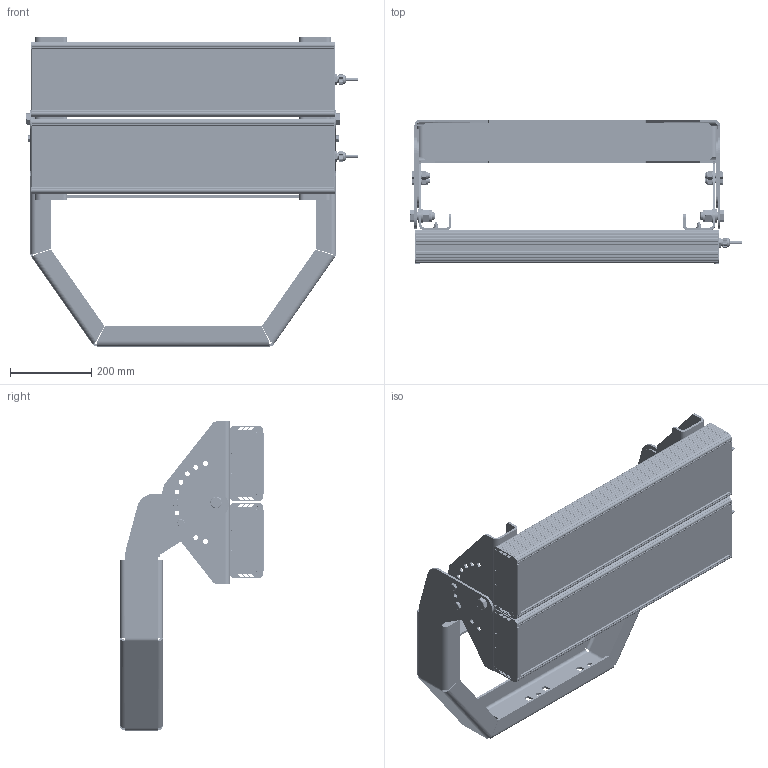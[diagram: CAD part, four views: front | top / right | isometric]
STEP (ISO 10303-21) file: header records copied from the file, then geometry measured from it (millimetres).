
FILE_DESCRIPTION(('STEP AP214'), '1');
FILE_NAME('001.0084.01.000 - ÃÑÓ Ýêñòðà Ì 300 (2õ150)', '', ('UNSPECIFIED'), ('UNSPECIFIED'), 'C3D Converter', 'C3D Toolkit', '');
FILE_SCHEMA(('AUTOMOTIVE_DESIGN { 1 0 10303 214 3 1 1}'));
Length unit declared in the file: millimetre
Products named in the file (54): 001.0084.01.000; 001.0054.04.000; 001.0054.04.001.х2; 001.0054.04.001.х2-01; 001.0054.01.100; 001.0054.01.101; 001.0054.01.102; 001.0054.01.103
Assembly tree (99 placements, depth 4):
  001.0084.01.000
    001.0054.04.000
      001.0054.04.001.х2
      001.0054.04.001.х2-01
      (unnamed)  x2
      (unnamed)  x2
      (unnamed)  x2
      (unnamed)  x2
      (unnamed)  x2
      (unnamed)  x2
      001.0054.01.100
        001.0054.01.101
        001.0054.01.102
        001.0054.01.102
        001.0054.01.103
      (unnamed)
      (unnamed)  x2
      (unnamed)
      (unnamed)
      (unnamed)
      (unnamed)
      (unnamed)
      (unnamed)
      (unnamed)
      (unnamed)
      (unnamed)
      (unnamed)
      (unnamed)  x2
      (unnamed)
      (unnamed)
      (unnamed)
      (unnamed)
      (unnamed)
    (unnamed)  x2
      (unnamed)
      (unnamed)
      (unnamed)
      (unnamed)
      (unnamed)
      (unnamed)
      (unnamed)
      (unnamed)
      (unnamed)
        (unnamed)
      (unnamed)
        (unnamed)
        (unnamed)  x13
        (unnamed)
        (unnamed)
        (unnamed)
        (unnamed)
        (unnamed)
        (unnamed)
        (unnamed)
Bounding box: 819.43 x 356.1 x 762.69 mm (x, y, z)
Volume: 7958517.5 mm3; surface area: 4736825 mm2
Topology: 1102 solids, 1102 shells, 12101 faces, 28635 edges, 19078 vertices
Faces by surface type: plane 8272, cylinder 3291, cone 314, bspline 154, torus 38, sphere 32
Full cylindrical faces by diameter (mm): 1 x32, 2 x64, 2.5 x128, 2.8 x800, 3.2 x32, 3.5 x160, 4 x24, 4.917 x4, 6 x4, 6.4 x4, 6.75 x4, 8 x24, 10 x4, 10.106 x4, 11 x4, 12 x40, 12.5 x2, 13 x8, 14 x3, 16 x2, 17.294 x2, 18 x4, 18.5 x6, 20 x8, 21 x4, 21.6 x2, 22 x4, 23.5 x2, 30 x2, 34 x4
Entity records: 126973 total; most frequent: CARTESIAN_POINT 53810, DIRECTION 11678, ORIENTED_EDGE 11052, EDGE_CURVE 5526, AXIS2_PLACEMENT_3D 4263, VERTEX_POINT 3760, LINE 3152, VECTOR 3152
